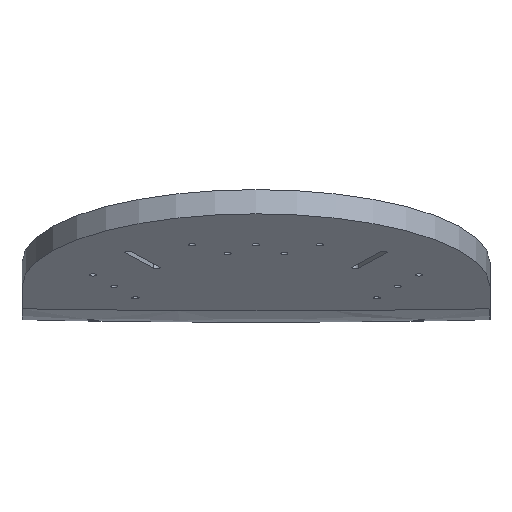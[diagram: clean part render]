
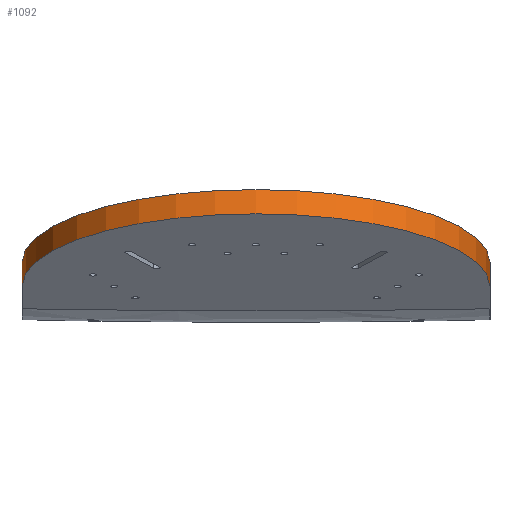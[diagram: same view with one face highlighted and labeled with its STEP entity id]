
A CAD part, top view. The second image highlights one B-rep face of the part: STEP entity #1092.
In plain terms, the highlighted cylindrical face has radius 104.775 mm (diameter 209.55 mm), a partial arc.
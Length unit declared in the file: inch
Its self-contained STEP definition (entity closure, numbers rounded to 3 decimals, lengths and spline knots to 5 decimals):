
#97=CIRCLE('',#1208,4.125);
#98=CIRCLE('',#1209,4.125);
#123=CYLINDRICAL_SURFACE('',#1207,4.125);
#129=LINE('',#1751,#185);
#173=LINE('',#2550,#229);
#185=VECTOR('',#1222,0.3937);
#229=VECTOR('',#1430,0.3937);
#299=FACE_OUTER_BOUND('',#359,.T.);
#359=EDGE_LOOP('',(#917,#918,#919,#920));
#469=VERTEX_POINT('',#1748);
#470=VERTEX_POINT('',#1750);
#552=VERTEX_POINT('',#2547);
#553=VERTEX_POINT('',#2549);
#576=EDGE_CURVE('',#469,#470,#129,.T.);
#699=EDGE_CURVE('',#552,#469,#97,.T.);
#700=EDGE_CURVE('',#552,#553,#173,.T.);
#701=EDGE_CURVE('',#470,#553,#98,.T.);
#917=ORIENTED_EDGE('',*,*,#699,.F.);
#918=ORIENTED_EDGE('',*,*,#700,.T.);
#919=ORIENTED_EDGE('',*,*,#701,.F.);
#920=ORIENTED_EDGE('',*,*,#576,.F.);
#1092=ADVANCED_FACE('',(#299),#123,.T.);
#1207=AXIS2_PLACEMENT_3D('',#2546,#1426,#1427);
#1208=AXIS2_PLACEMENT_3D('',#2548,#1428,#1429);
#1209=AXIS2_PLACEMENT_3D('',#2551,#1431,#1432);
#1222=DIRECTION('',(0.,0.951,-0.309));
#1426=DIRECTION('center_axis',(0.,-0.951,0.309));
#1427=DIRECTION('ref_axis',(-1.,0.,0.));
#1428=DIRECTION('center_axis',(0.,-0.951,0.309));
#1429=DIRECTION('ref_axis',(-1.,0.,0.));
#1430=DIRECTION('',(0.,0.951,-0.309));
#1431=DIRECTION('center_axis',(0.,0.951,-0.309));
#1432=DIRECTION('ref_axis',(-1.,0.,0.));
#1748=CARTESIAN_POINT('',(0.,0.3883,12.04708));
#1750=CARTESIAN_POINT('',(0.,0.81563,11.90823));
#1751=CARTESIAN_POINT('',(0.,0.81563,11.90823));
#2546=CARTESIAN_POINT('Origin',(4.125,0.81563,11.90823));
#2547=CARTESIAN_POINT('',(8.25,0.3883,12.04708));
#2548=CARTESIAN_POINT('Origin',(4.125,0.3883,12.04708));
#2549=CARTESIAN_POINT('',(8.25,0.81563,11.90823));
#2550=CARTESIAN_POINT('',(8.25,0.81563,11.90823));
#2551=CARTESIAN_POINT('Origin',(4.125,0.81563,11.90823));
